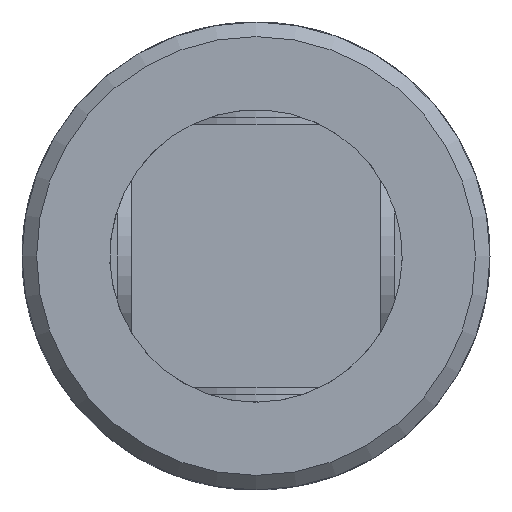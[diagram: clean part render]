
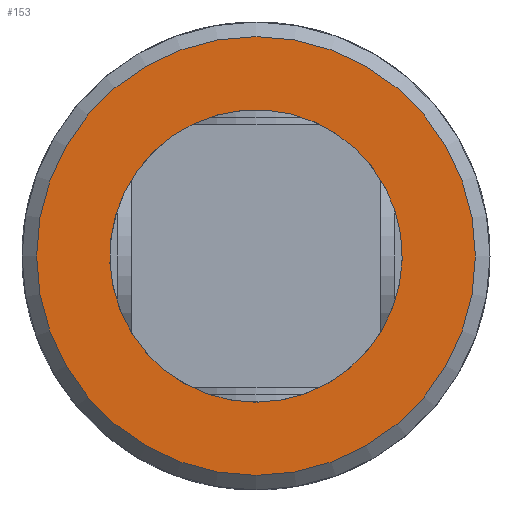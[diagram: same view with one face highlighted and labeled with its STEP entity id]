
A CAD part, left-side view. The second image highlights one B-rep face of the part: STEP entity #153.
In plain terms, the highlighted planar face has unit normal (-1, 0, 0).
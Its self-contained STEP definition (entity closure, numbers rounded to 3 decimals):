
#153 = ADVANCED_FACE( '', ( #301, #302 ), #303, .F. );
#301 = FACE_OUTER_BOUND( '', #455, .T. );
#302 = FACE_BOUND( '', #456, .T. );
#303 = PLANE( '', #457 );
#455 = EDGE_LOOP( '', ( #665 ) );
#456 = EDGE_LOOP( '', ( #666 ) );
#457 = AXIS2_PLACEMENT_3D( '', #667, #668, #669 );
#665 = ORIENTED_EDGE( '', *, *, #903, .F. );
#666 = ORIENTED_EDGE( '', *, *, #904, .T. );
#667 = CARTESIAN_POINT( '', ( 0., 0., 0. ) );
#668 = DIRECTION( '', ( 1., 0., 0. ) );
#669 = DIRECTION( '', ( 0., 0., -1. ) );
#903 = EDGE_CURVE( '', #1057, #1057, #1058, .T. );
#904 = EDGE_CURVE( '', #1059, #1059, #1060, .T. );
#1057 = VERTEX_POINT( '', #1436 );
#1058 = CIRCLE( '', #1437, 15. );
#1059 = VERTEX_POINT( '', #1438 );
#1060 = CIRCLE( '', #1439, 10. );
#1436 = CARTESIAN_POINT( '', ( 0., 0., -15. ) );
#1437 = AXIS2_PLACEMENT_3D( '', #1790, #1791, #1792 );
#1438 = CARTESIAN_POINT( '', ( 0., 0., -10. ) );
#1439 = AXIS2_PLACEMENT_3D( '', #1793, #1794, #1795 );
#1790 = CARTESIAN_POINT( '', ( 0., 0., 0. ) );
#1791 = DIRECTION( '', ( 1., 0., 0. ) );
#1792 = DIRECTION( '', ( 0., 0., -1. ) );
#1793 = CARTESIAN_POINT( '', ( 0., 0., 0. ) );
#1794 = DIRECTION( '', ( 1., 0., 0. ) );
#1795 = DIRECTION( '', ( 0., 0., -1. ) );
